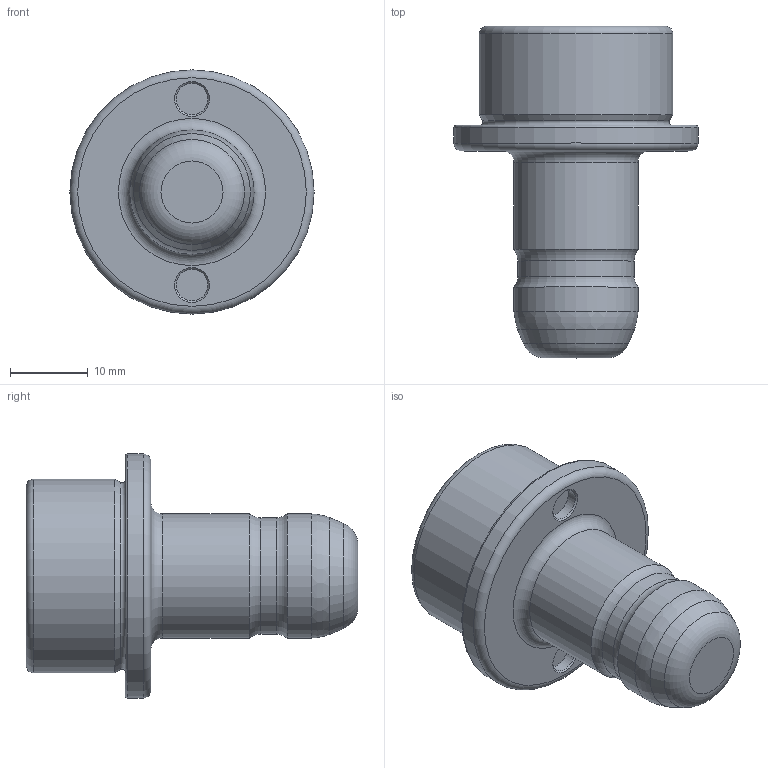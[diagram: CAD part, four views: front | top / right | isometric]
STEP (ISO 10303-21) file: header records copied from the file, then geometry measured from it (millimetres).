
FILE_DESCRIPTION (( 'STEP AP214' ), '1' );
FILE_NAME ('STARK_S02637-02_A.STEP', '2021-12-01T11:30:08', ( '' ), ( '' ), 'SwSTEP 2.0', 'SolidWorks 2021', '' );
FILE_SCHEMA (( 'AUTOMOTIVE_DESIGN' ));
Length unit declared in the file: millimetre
Products named in the file (1): STARK_S02637-02_A
Bounding box: 31.5 x 42.8 x 31.5 mm (x, y, z)
Volume: 13228.6 mm3; surface area: 4349.1 mm2
Topology: 1 solids, 1 shells, 31 faces, 56 edges, 31 vertices
Faces by surface type: torus 10, cylinder 9, plane 6, cone 6
Full cylindrical faces by diameter (mm): 4.1 x2, 6.8 x1, 8.2 x1, 15 x1, 16 x2, 25 x1, 31.5 x1
Entity records: 659 total; most frequent: DIRECTION 124, CARTESIAN_POINT 92, AXIS2_PLACEMENT_3D 62, ORIENTED_EDGE 60, EDGE_LOOP 60, FACE_OUTER_BOUND 50, ADVANCED_FACE 31, VERTEX_POINT 30
